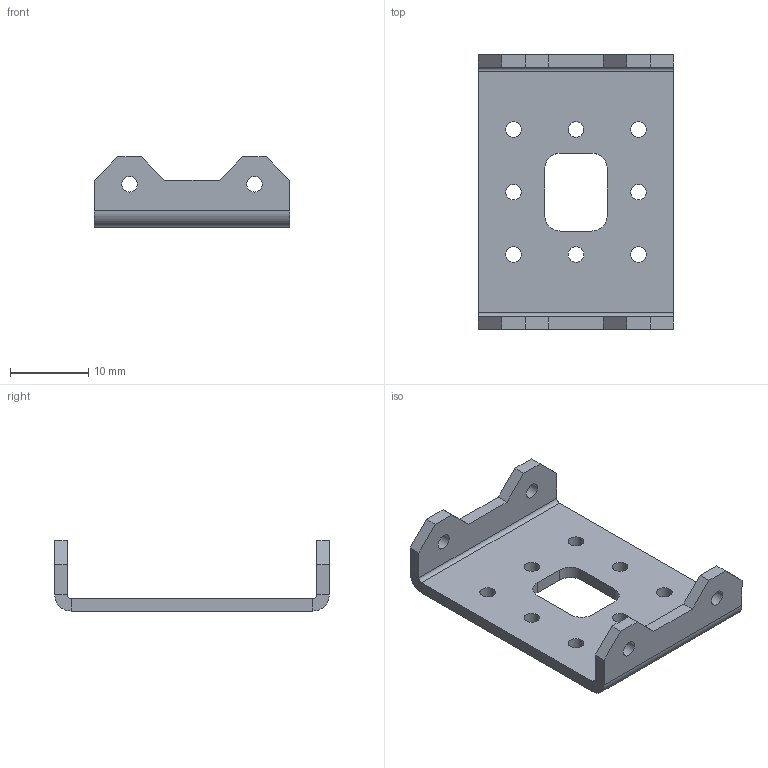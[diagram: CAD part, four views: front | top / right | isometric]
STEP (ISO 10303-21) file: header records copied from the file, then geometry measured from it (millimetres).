
FILE_DESCRIPTION((''),'2;1');
FILE_NAME('F3 Bracket.stp','2013-05-14T15:04:24',('Andrew'),(''),'Autodesk Inventor 2012','Autodesk Inventor 2012','');
FILE_SCHEMA(('AUTOMOTIVE_DESIGN { 1 0 10303 214 1 1 1 1 }'));
Length unit declared in the file: millimetre
Products named in the file (1): F3 Bracket
Bounding box: 25 x 35.17 x 9 mm (x, y, z)
Volume: 1635.1 mm3; surface area: 2462.7 mm2
Topology: 1 solids, 1 shells, 54 faces, 140 edges, 88 vertices
Faces by surface type: plane 34, cylinder 20
Full cylindrical faces by diameter (mm): 2 x12
Entity records: 1654 total; most frequent: DIRECTION 278, CARTESIAN_POINT 271, ORIENTED_EDGE 256, EDGE_CURVE 128, AXIS2_PLACEMENT_3D 95, EDGE_LOOP 92, VERTEX_POINT 88, VECTOR 88
